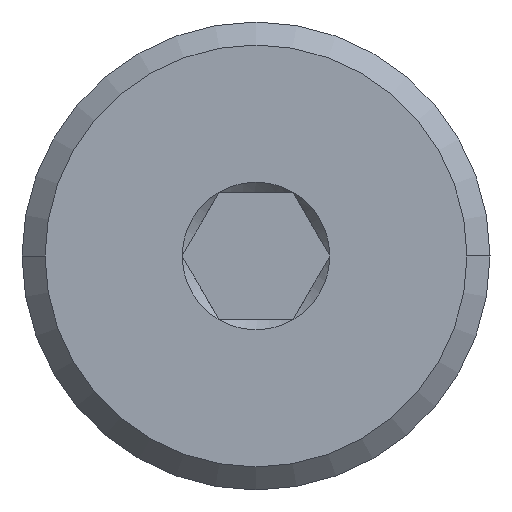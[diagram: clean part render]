
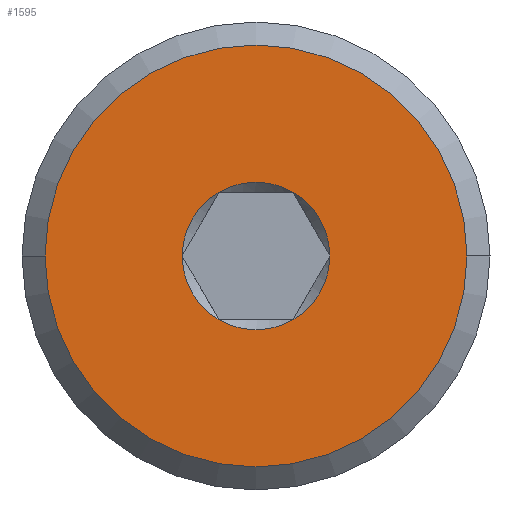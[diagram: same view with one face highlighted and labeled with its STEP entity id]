
A CAD part, left-side view. The second image highlights one B-rep face of the part: STEP entity #1595.
In plain terms, the highlighted planar face has unit normal (-1, 0, 0).
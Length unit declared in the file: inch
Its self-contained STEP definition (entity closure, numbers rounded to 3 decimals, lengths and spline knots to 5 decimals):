
#21 = CIRCLE ( 'NONE', #1084, 0.02887 ) ;
#35 = ORIENTED_EDGE ( 'NONE', *, *, #1277, .F. ) ;
#43 = EDGE_CURVE ( 'NONE', #2045, #1875, #1194, .T. ) ;
#58 = CIRCLE ( 'NONE', #1281, 0.02887 ) ;
#88 = CARTESIAN_POINT ( 'NONE',  ( -0.184, -0.02887, 0. ) ) ;
#108 = DIRECTION ( 'NONE',  ( 0., 1., 0. ) ) ;
#202 = CARTESIAN_POINT ( 'NONE',  ( -0.184, 0., 0. ) ) ;
#209 = AXIS2_PLACEMENT_3D ( 'NONE', #454, #1924, #2565 ) ;
#244 = VERTEX_POINT ( 'NONE', #1151 ) ;
#263 = ORIENTED_EDGE ( 'NONE', *, *, #43, .F. ) ;
#274 = CARTESIAN_POINT ( 'NONE',  ( -0.184, 0., 0. ) ) ;
#289 = VERTEX_POINT ( 'NONE', #1337 ) ;
#292 = DIRECTION ( 'NONE',  ( -1., 0., 0. ) ) ;
#324 = VERTEX_POINT ( 'NONE', #88 ) ;
#327 = ORIENTED_EDGE ( 'NONE', *, *, #1047, .F. ) ;
#388 = EDGE_CURVE ( 'NONE', #324, #2211, #58, .T. ) ;
#454 = CARTESIAN_POINT ( 'NONE',  ( -0.184, 0., 0. ) ) ;
#462 = AXIS2_PLACEMENT_3D ( 'NONE', #274, #292, #876 ) ;
#478 = CIRCLE ( 'NONE', #1739, 0.02887 ) ;
#517 = EDGE_CURVE ( 'NONE', #2105, #244, #1757, .T. ) ;
#657 = DIRECTION ( 'NONE',  ( -1., 0., 0. ) ) ;
#749 = CARTESIAN_POINT ( 'NONE',  ( -0.184, 0.0825, 0. ) ) ;
#753 = VERTEX_POINT ( 'NONE', #974 ) ;
#856 = CARTESIAN_POINT ( 'NONE',  ( -0.184, 0., 0. ) ) ;
#876 = DIRECTION ( 'NONE',  ( 0., -1., 0. ) ) ;
#891 = DIRECTION ( 'NONE',  ( 0., -1., 0. ) ) ;
#894 = DIRECTION ( 'NONE',  ( -1., 0., 0. ) ) ;
#974 = CARTESIAN_POINT ( 'NONE',  ( -0.184, 0.01443, -0.025 ) ) ;
#1005 = ORIENTED_EDGE ( 'NONE', *, *, #1850, .F. ) ;
#1031 = DIRECTION ( 'NONE',  ( 0., -1., 0. ) ) ;
#1047 = EDGE_CURVE ( 'NONE', #244, #2105, #1793, .T. ) ;
#1067 = DIRECTION ( 'NONE',  ( -1., 0., 0. ) ) ;
#1084 = AXIS2_PLACEMENT_3D ( 'NONE', #2569, #1725, #1955 ) ;
#1151 = CARTESIAN_POINT ( 'NONE',  ( -0.184, -0.0825, 0. ) ) ;
#1188 = EDGE_CURVE ( 'NONE', #2211, #2045, #478, .T. ) ;
#1194 = CIRCLE ( 'NONE', #462, 0.02887 ) ;
#1277 = EDGE_CURVE ( 'NONE', #1875, #753, #2127, .T. ) ;
#1281 = AXIS2_PLACEMENT_3D ( 'NONE', #856, #657, #1031 ) ;
#1337 = CARTESIAN_POINT ( 'NONE',  ( -0.184, -0.01443, -0.025 ) ) ;
#1518 = CARTESIAN_POINT ( 'NONE',  ( -0.184, 0., 0. ) ) ;
#1535 = CARTESIAN_POINT ( 'NONE',  ( -0.184, 0.01443, 0.025 ) ) ;
#1595 = ADVANCED_FACE ( 'NONE', ( #2420, #2686 ), #1764, .T. ) ;
#1662 = CARTESIAN_POINT ( 'NONE',  ( -0.184, 0., 0. ) ) ;
#1718 = DIRECTION ( 'NONE',  ( 1., 0., 0. ) ) ;
#1725 = DIRECTION ( 'NONE',  ( -1., 0., 0. ) ) ;
#1739 = AXIS2_PLACEMENT_3D ( 'NONE', #2345, #1067, #2130 ) ;
#1757 = CIRCLE ( 'NONE', #2015, 0.0825 ) ;
#1764 = PLANE ( 'NONE',  #2038 ) ;
#1793 = CIRCLE ( 'NONE', #2381, 0.0825 ) ;
#1850 = EDGE_CURVE ( 'NONE', #753, #289, #2289, .T. ) ;
#1863 = DIRECTION ( 'NONE',  ( 1., 0., 0. ) ) ;
#1870 = EDGE_CURVE ( 'NONE', #289, #324, #21, .T. ) ;
#1875 = VERTEX_POINT ( 'NONE', #2389 ) ;
#1924 = DIRECTION ( 'NONE',  ( -1., 0., 0. ) ) ;
#1944 = CARTESIAN_POINT ( 'NONE',  ( -0.184, -0.01443, 0.025 ) ) ;
#1945 = DIRECTION ( 'NONE',  ( -1., 0., 0. ) ) ;
#1955 = DIRECTION ( 'NONE',  ( 0., -1., 0. ) ) ;
#2015 = AXIS2_PLACEMENT_3D ( 'NONE', #202, #1718, #108 ) ;
#2038 = AXIS2_PLACEMENT_3D ( 'NONE', #2177, #1945, #891 ) ;
#2045 = VERTEX_POINT ( 'NONE', #1535 ) ;
#2090 = AXIS2_PLACEMENT_3D ( 'NONE', #1518, #894, #2604 ) ;
#2105 = VERTEX_POINT ( 'NONE', #749 ) ;
#2127 = CIRCLE ( 'NONE', #209, 0.02887 ) ;
#2130 = DIRECTION ( 'NONE',  ( 0., -1., 0. ) ) ;
#2177 = CARTESIAN_POINT ( 'NONE',  ( -0.184, 0.0825, 0. ) ) ;
#2209 = ORIENTED_EDGE ( 'NONE', *, *, #517, .F. ) ;
#2211 = VERTEX_POINT ( 'NONE', #1944 ) ;
#2240 = EDGE_LOOP ( 'NONE', ( #2209, #327 ) ) ;
#2273 = ORIENTED_EDGE ( 'NONE', *, *, #388, .F. ) ;
#2289 = CIRCLE ( 'NONE', #2090, 0.02887 ) ;
#2345 = CARTESIAN_POINT ( 'NONE',  ( -0.184, 0., 0. ) ) ;
#2381 = AXIS2_PLACEMENT_3D ( 'NONE', #1662, #1863, #2532 ) ;
#2389 = CARTESIAN_POINT ( 'NONE',  ( -0.184, 0.02887, 0. ) ) ;
#2420 = FACE_BOUND ( 'NONE', #2677, .T. ) ;
#2503 = ORIENTED_EDGE ( 'NONE', *, *, #1870, .F. ) ;
#2532 = DIRECTION ( 'NONE',  ( 0., 1., 0. ) ) ;
#2565 = DIRECTION ( 'NONE',  ( 0., -1., 0. ) ) ;
#2569 = CARTESIAN_POINT ( 'NONE',  ( -0.184, 0., 0. ) ) ;
#2604 = DIRECTION ( 'NONE',  ( 0., -1., 0. ) ) ;
#2677 = EDGE_LOOP ( 'NONE', ( #2273, #2503, #1005, #35, #263, #2707 ) ) ;
#2686 = FACE_OUTER_BOUND ( 'NONE', #2240, .T. ) ;
#2707 = ORIENTED_EDGE ( 'NONE', *, *, #1188, .F. ) ;
